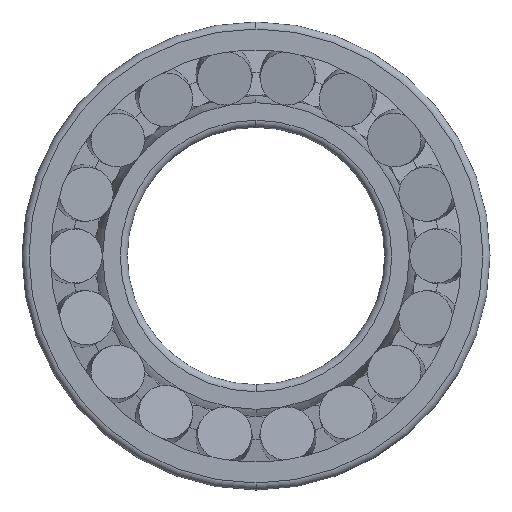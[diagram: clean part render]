
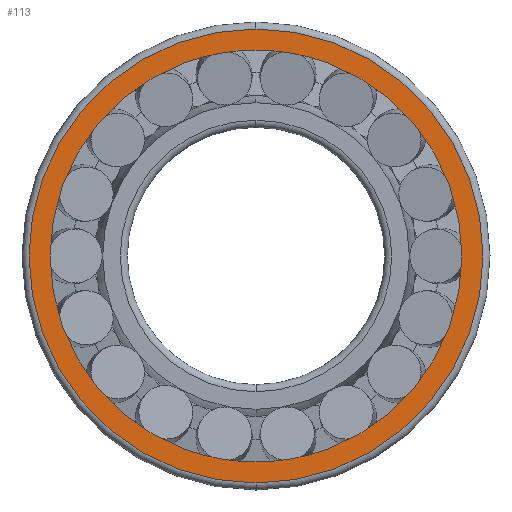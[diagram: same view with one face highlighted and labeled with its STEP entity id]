
A CAD part, left-side view. The second image highlights one B-rep face of the part: STEP entity #113.
In plain terms, the highlighted planar face has unit normal (-1, 0, 0).
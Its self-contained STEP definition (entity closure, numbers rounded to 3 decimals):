
#113=ADVANCED_FACE('',(#431,#432),#433,.T.);
#431=FACE_OUTER_BOUND('',#1046,.T.);
#432=FACE_BOUND('',#1047,.T.);
#433=PLANE('',#1048);
#1046=EDGE_LOOP('',(#1928,#1929,#1930));
#1047=EDGE_LOOP('',(#1931,#1932,#1933));
#1048=AXIS2_PLACEMENT_3D('',#1934,#1935,#1936);
#1928=ORIENTED_EDGE('',*,*,#3864,.F.);
#1929=ORIENTED_EDGE('',*,*,#3863,.F.);
#1930=ORIENTED_EDGE('',*,*,#3905,.F.);
#1931=ORIENTED_EDGE('',*,*,#3909,.T.);
#1932=ORIENTED_EDGE('',*,*,#3842,.T.);
#1933=ORIENTED_EDGE('',*,*,#3910,.T.);
#1934=CARTESIAN_POINT('',(0.,46.25,0.0));
#1935=DIRECTION('',(-1.0,0.,0.0));
#1936=DIRECTION('',(0.,-1.0,0.0));
#3842=EDGE_CURVE('',#4586,#4583,#4587,.T.);
#3863=EDGE_CURVE('',#4625,#4628,#4629,.T.);
#3864=EDGE_CURVE('',#4628,#4630,#4631,.T.);
#3905=EDGE_CURVE('',#4630,#4625,#4688,.T.);
#3909=EDGE_CURVE('',#4693,#4586,#4694,.T.);
#3910=EDGE_CURVE('',#4583,#4693,#4695,.T.);
#4583=VERTEX_POINT('',#5812);
#4586=VERTEX_POINT('',#5815);
#4587=CIRCLE('',#5816,44.0);
#4625=VERTEX_POINT('',#5856);
#4628=VERTEX_POINT('',#5859);
#4629=CIRCLE('',#5860,48.5);
#4630=VERTEX_POINT('',#5861);
#4631=CIRCLE('',#5862,48.5);
#4688=CIRCLE('',#6037,48.5);
#4693=VERTEX_POINT('',#6042);
#4694=CIRCLE('',#6043,44.0);
#4695=CIRCLE('',#6044,44.0);
#5812=CARTESIAN_POINT('',(0.,0.,-44.0));
#5815=CARTESIAN_POINT('',(0.,0.,44.0));
#5816=AXIS2_PLACEMENT_3D('',#12024,#12025,#12026);
#5856=CARTESIAN_POINT('',(0.0,0.,-48.5));
#5859=CARTESIAN_POINT('',(0.0,48.5,0.0));
#5860=AXIS2_PLACEMENT_3D('',#12083,#12084,#12085);
#5861=CARTESIAN_POINT('',(0.0,0.,48.5));
#5862=AXIS2_PLACEMENT_3D('',#12086,#12087,#12088);
#6037=AXIS2_PLACEMENT_3D('',#12156,#12157,#12158);
#6042=CARTESIAN_POINT('',(0.,44.0,0.0));
#6043=AXIS2_PLACEMENT_3D('',#12168,#12169,#12170);
#6044=AXIS2_PLACEMENT_3D('',#12171,#12172,#12173);
#12024=CARTESIAN_POINT('',(0.,0.0,0.0));
#12025=DIRECTION('',(1.0,0.0,0.0));
#12026=DIRECTION('',(0.0,1.0,0.0));
#12083=CARTESIAN_POINT('',(0.0,0.0,0.0));
#12084=DIRECTION('',(1.0,0.0,0.0));
#12085=DIRECTION('',(0.0,1.0,0.0));
#12086=CARTESIAN_POINT('',(0.0,0.0,0.0));
#12087=DIRECTION('',(1.0,0.0,0.0));
#12088=DIRECTION('',(0.0,1.0,0.0));
#12156=CARTESIAN_POINT('',(0.0,0.0,0.0));
#12157=DIRECTION('',(1.0,0.0,0.0));
#12158=DIRECTION('',(0.0,1.0,0.0));
#12168=CARTESIAN_POINT('',(0.,0.0,0.0));
#12169=DIRECTION('',(1.0,0.0,0.0));
#12170=DIRECTION('',(0.0,1.0,0.0));
#12171=CARTESIAN_POINT('',(0.,0.0,0.0));
#12172=DIRECTION('',(1.0,0.0,0.0));
#12173=DIRECTION('',(0.0,1.0,0.0));
